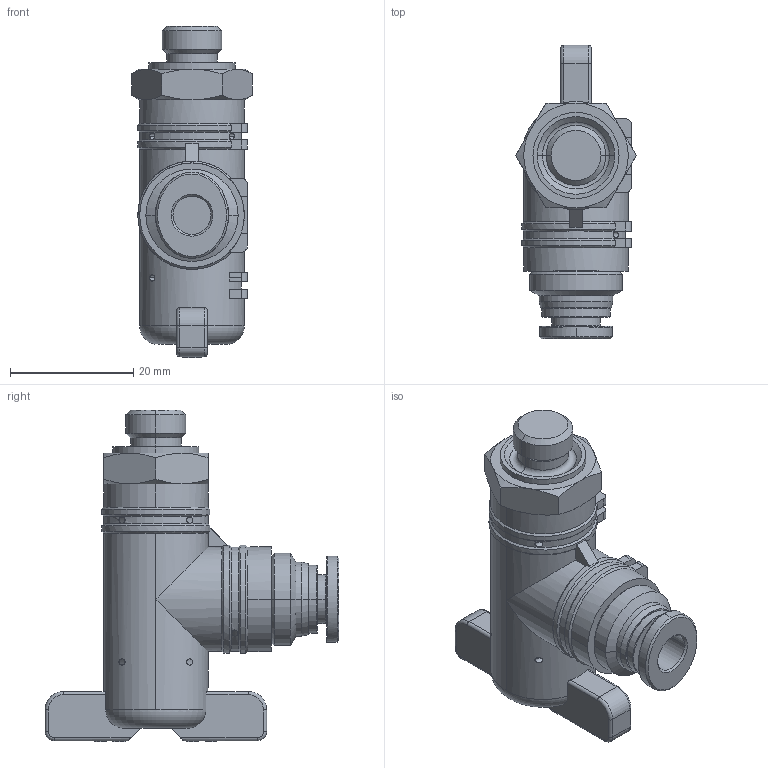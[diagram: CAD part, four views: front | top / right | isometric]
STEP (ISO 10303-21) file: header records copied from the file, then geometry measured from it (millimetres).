
FILE_DESCRIPTION((''),'2;1');
FILE_NAME('BL2008G01-mdt.stp','2017-07-24T19:05:20',(''),(''),'Mechanical Desktop 2009','Mechanical Desktop 2009',', , ');
FILE_SCHEMA(('CONFIG_CONTROL_DESIGN'));
Length unit declared in the file: millimetre
Products named in the file (3): BL2008G01-MDT; PART1; BL200602-MDT
Assembly tree (2 placements, depth 2):
  BL2008G01-MDT
    PART1
    BL200602-MDT
Bounding box: 19.63 x 47.75 x 53.95 mm (x, y, z)
Volume: 17028.5 mm3; surface area: 6471.5 mm2
Topology: 2 solids, 5 shells, 410 faces, 1056 edges, 672 vertices
Faces by surface type: plane 237, cylinder 105, cone 44, torus 18, bspline 6
Entity records: 13964 total; most frequent: CARTESIAN_POINT 3950, ORIENTED_EDGE 2108, DIRECTION 2013, EDGE_CURVE 1054, VECTOR 683, LINE 683, VERTEX_POINT 672, AXIS2_PLACEMENT_3D 665
